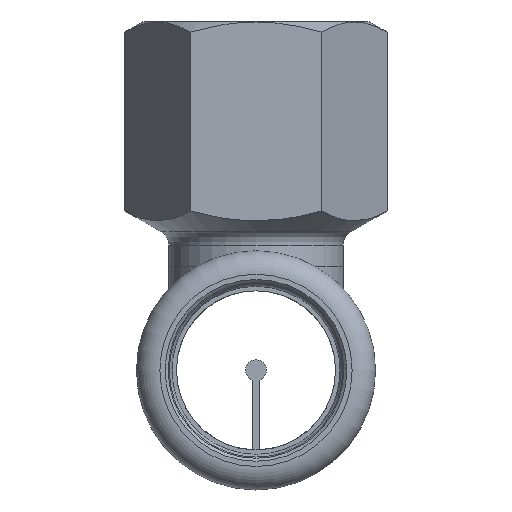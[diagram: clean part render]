
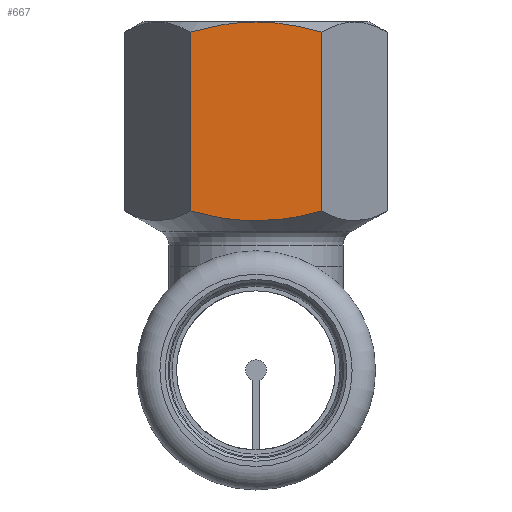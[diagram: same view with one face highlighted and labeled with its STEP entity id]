
A CAD part, left-side view. The second image highlights one B-rep face of the part: STEP entity #667.
In plain terms, the highlighted face is planar.
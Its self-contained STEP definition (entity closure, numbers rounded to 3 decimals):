
#29=(
BOUNDED_CURVE()
B_SPLINE_CURVE(2,(#1223,#1224,#1225),.UNSPECIFIED.,.F.,.F.)
B_SPLINE_CURVE_WITH_KNOTS((3,3),(0.,1.753),.UNSPECIFIED.)
CURVE()
GEOMETRIC_REPRESENTATION_ITEM()
RATIONAL_B_SPLINE_CURVE((1.,1.155,1.))
REPRESENTATION_ITEM($)
);
#34=(
BOUNDED_CURVE()
B_SPLINE_CURVE(2,(#1273,#1274,#1275),.UNSPECIFIED.,.F.,.F.)
B_SPLINE_CURVE_WITH_KNOTS((3,3),(0.879,1.757),
 .UNSPECIFIED.)
CURVE()
GEOMETRIC_REPRESENTATION_ITEM()
RATIONAL_B_SPLINE_CURVE((1.,1.038,1.))
REPRESENTATION_ITEM($)
);
#35=(
BOUNDED_CURVE()
B_SPLINE_CURVE(2,(#1277,#1278,#1279),.UNSPECIFIED.,.F.,.F.)
B_SPLINE_CURVE_WITH_KNOTS((3,3),(0.,0.879),.UNSPECIFIED.)
CURVE()
GEOMETRIC_REPRESENTATION_ITEM()
RATIONAL_B_SPLINE_CURVE((1.,1.038,1.))
REPRESENTATION_ITEM($)
);
#72=LINE($,#1280,#86);
#73=LINE($,#1281,#87);
#86=VECTOR($,#945,23.6);
#87=VECTOR($,#946,23.6);
#133=PLANE($,#762);
#211=FACE_OUTER_BOUND($,#290,.T.);
#290=EDGE_LOOP($,(#573,#574,#575,#576,#577));
#380=VERTEX_POINT($,#1218);
#381=VERTEX_POINT($,#1222);
#390=VERTEX_POINT($,#1250);
#396=VERTEX_POINT($,#1272);
#397=VERTEX_POINT($,#1276);
#441=EDGE_CURVE($,#380,#381,#29,.T.);
#459=EDGE_CURVE($,#390,#396,#34,.T.);
#460=EDGE_CURVE($,#397,#390,#35,.T.);
#461=EDGE_CURVE($,#381,#397,#72,.T.);
#462=EDGE_CURVE($,#380,#396,#73,.T.);
#573=ORIENTED_EDGE($,*,*,#459,.F.);
#574=ORIENTED_EDGE($,*,*,#460,.F.);
#575=ORIENTED_EDGE($,*,*,#461,.F.);
#576=ORIENTED_EDGE($,*,*,#441,.F.);
#577=ORIENTED_EDGE($,*,*,#462,.T.);
#667=ADVANCED_FACE($,(#211),#133,.F.);
#762=AXIS2_PLACEMENT_3D($,#1271,#943,#944);
#943=DIRECTION('center_axis',(0.,0.,
1.));
#944=DIRECTION('ref_axis',(0.,-1.,0.));
#945=DIRECTION($,(-1.,0.,0.));
#946=DIRECTION($,(-1.,0.,0.));
#1218=CARTESIAN_POINT('',(-7.36,-8.66,-15.));
#1222=CARTESIAN_POINT('',(-7.36,8.66,-15.));
#1223=CARTESIAN_POINT('Ctrl Pts',(-7.36,-8.66,-15.));
#1224=CARTESIAN_POINT('Ctrl Pts',(-4.86,0.,
-15.));
#1225=CARTESIAN_POINT('Ctrl Pts',(-7.36,8.66,-15.));
#1250=CARTESIAN_POINT('',(-32.3,0.,-15.));
#1271=CARTESIAN_POINT('Origin',(-32.3,-8.66,-15.));
#1272=CARTESIAN_POINT('',(-30.96,-8.66,-15.));
#1273=CARTESIAN_POINT('Ctrl Pts',(-32.3,0.,-15.));
#1274=CARTESIAN_POINT('Ctrl Pts',(-32.3,-4.019,-15.));
#1275=CARTESIAN_POINT('Ctrl Pts',(-30.96,-8.66,-15.));
#1276=CARTESIAN_POINT('',(-30.96,8.66,-15.));
#1277=CARTESIAN_POINT('Ctrl Pts',(-30.96,8.66,-15.));
#1278=CARTESIAN_POINT('Ctrl Pts',(-32.3,4.019,-15.));
#1279=CARTESIAN_POINT('Ctrl Pts',(-32.3,0.,-15.));
#1280=CARTESIAN_POINT($,(-19.16,8.66,-15.));
#1281=CARTESIAN_POINT($,(-19.16,-8.66,-15.));
